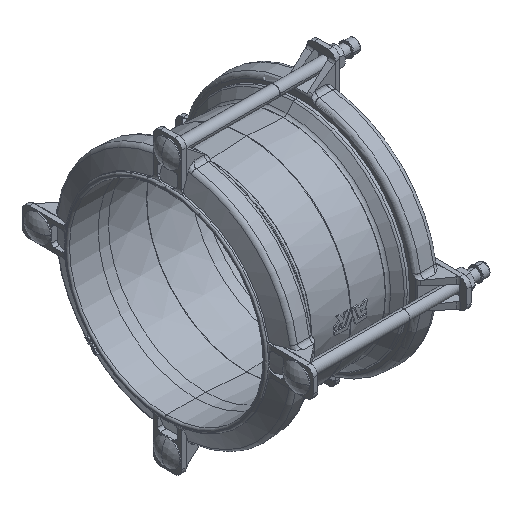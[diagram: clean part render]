
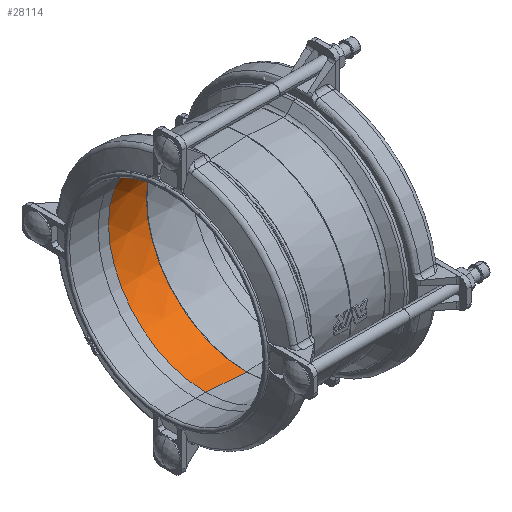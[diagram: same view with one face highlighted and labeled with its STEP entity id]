
A CAD part, isometric view. The second image highlights one B-rep face of the part: STEP entity #28114.
In plain terms, the highlighted conical face has half-angle 4 degrees and reference radius 112.198 mm.
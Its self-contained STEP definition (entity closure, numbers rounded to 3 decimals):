
#3186 = DIRECTION ( 'NONE',  ( 0., 0., -1. ) ) ;
#3187 = DIRECTION ( 'NONE',  ( 1., 0., 0. ) ) ;
#3190 = CARTESIAN_POINT ( 'NONE',  ( -0.209, 0., 0. ) ) ;
#4445 = CARTESIAN_POINT ( 'NONE',  ( -45.944, 0., 109. ) ) ;
#4450 = CARTESIAN_POINT ( 'NONE',  ( -45.944, 0., -109. ) ) ;
#6146 = FACE_OUTER_BOUND ( 'NONE', #29958, .T. ) ;
#6161 = CONICAL_SURFACE ( 'NONE', #35302, 112.198, 0.07 ) ;
#8661 = AXIS2_PLACEMENT_3D ( 'NONE', #15985, #15986, #15987 ) ;
#8662 = AXIS2_PLACEMENT_3D ( 'NONE', #15990, #15991, #15992 ) ;
#10102 = CARTESIAN_POINT ( 'NONE',  ( -0.209, 0., 112.198 ) ) ;
#10118 = CARTESIAN_POINT ( 'NONE',  ( -0.209, 0., -112.198 ) ) ;
#13564 = CIRCLE ( 'NONE', #8661, 112.198 ) ;
#13588 = CIRCLE ( 'NONE', #8662, 109. ) ;
#14411 = LINE ( 'NONE', #23286, #14415 ) ;
#14415 = VECTOR ( 'NONE', #23309, 1000. ) ;
#14547 = LINE ( 'NONE', #23900, #14551 ) ;
#14551 = VECTOR ( 'NONE', #23903, 1000. ) ;
#15985 = CARTESIAN_POINT ( 'NONE',  ( -0.209, 0., 0. ) ) ;
#15986 = DIRECTION ( 'NONE',  ( 1., 0., 0. ) ) ;
#15987 = DIRECTION ( 'NONE',  ( 0., 0., -1. ) ) ;
#15990 = CARTESIAN_POINT ( 'NONE',  ( -45.944, 0., 0. ) ) ;
#15991 = DIRECTION ( 'NONE',  ( 1., 0., 0. ) ) ;
#15992 = DIRECTION ( 'NONE',  ( 0., 0., -1. ) ) ;
#21791 = VERTEX_POINT ( 'NONE', #4445 ) ;
#21803 = VERTEX_POINT ( 'NONE', #4450 ) ;
#23286 = CARTESIAN_POINT ( 'NONE',  ( -0.209, 0., 112.198 ) ) ;
#23309 = DIRECTION ( 'NONE',  ( 0.998, 0., 0.07 ) ) ;
#23900 = CARTESIAN_POINT ( 'NONE',  ( -0.209, 0., -112.198 ) ) ;
#23903 = DIRECTION ( 'NONE',  ( 0.998, 0., -0.07 ) ) ;
#28114 = ADVANCED_FACE ( 'NONE', ( #6146 ), #6161, .F. ) ;
#29958 = EDGE_LOOP ( 'NONE', ( #32908, #32909, #32910, #32911 ) ) ;
#32908 = ORIENTED_EDGE ( 'NONE', *, *, #37736, .F. ) ;
#32909 = ORIENTED_EDGE ( 'NONE', *, *, #33720, .F. ) ;
#32910 = ORIENTED_EDGE ( 'NONE', *, *, #37787, .T. ) ;
#32911 = ORIENTED_EDGE ( 'NONE', *, *, #33719, .T. ) ;
#33113 = VERTEX_POINT ( 'NONE', #10102 ) ;
#33168 = VERTEX_POINT ( 'NONE', #10118 ) ;
#33719 = EDGE_CURVE ( 'NONE', #33168, #33113, #13564, .T. ) ;
#33720 = EDGE_CURVE ( 'NONE', #21803, #21791, #13588, .T. ) ;
#35302 = AXIS2_PLACEMENT_3D ( 'NONE', #3190, #3187, #3186 ) ;
#37736 = EDGE_CURVE ( 'NONE', #21791, #33113, #14411, .T. ) ;
#37787 = EDGE_CURVE ( 'NONE', #21803, #33168, #14547, .T. ) ;
